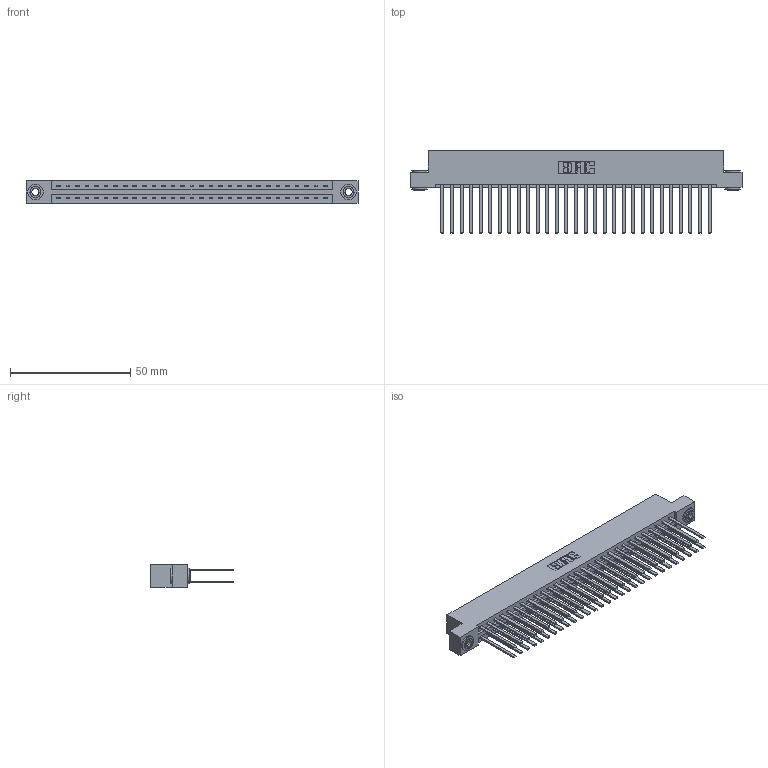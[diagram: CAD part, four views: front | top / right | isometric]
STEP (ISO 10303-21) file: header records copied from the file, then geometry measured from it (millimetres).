
FILE_DESCRIPTION (( 'STEP AP203' ), '1' );
FILE_NAME ('337-058-544-203.STEP', '2018-08-10T05:43:34', ( '' ), ( '' ), 'SwSTEP 2.0', 'SolidWorks 2016', '' );
FILE_SCHEMA (( 'CONFIG_CONTROL_DESIGN' ));
Length unit declared in the file: inch
Products named in the file (4): 345-250-002_345-250-002-102; 337-058-544-203; 337 Part_Flush Mounting Lugs - 0.156 Dia-TH; 345-292-001_345-293-144
Assembly tree (61 placements, depth 2):
  337-058-544-203
    337 Part_Flush Mounting Lugs - 0.156 Dia-TH
    345-292-001_345-293-144  x58
    345-250-002_345-250-002-102  x2
Bounding box: 137.92 x 34.3 x 9.4 mm (x, y, z)
Volume: 15194.7 mm3; surface area: 19931.8 mm2
Topology: 61 solids, 61 shells, 2936 faces, 8681 edges, 5706 vertices
Faces by surface type: plane 2052, cylinder 876, cone 8
Entity records: 24632 total; most frequent: CARTESIAN_POINT 4133, ORIENTED_EDGE 4062, DIRECTION 3569, EDGE_CURVE 2031, LINE 1883, VECTOR 1883, VERTEX_POINT 1350, AXIS2_PLACEMENT_3D 843
